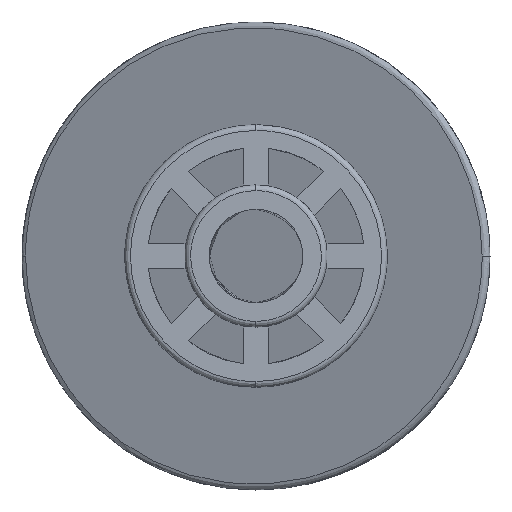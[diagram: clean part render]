
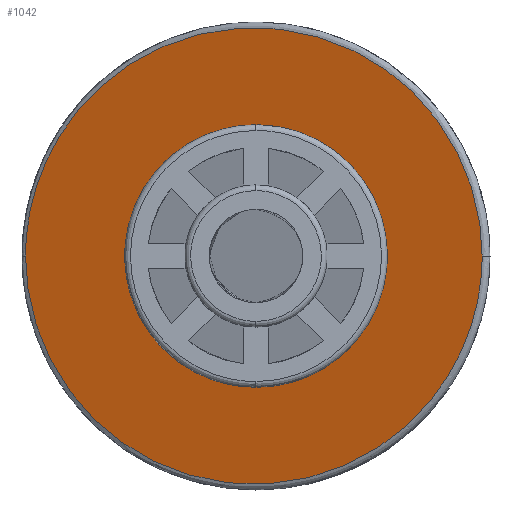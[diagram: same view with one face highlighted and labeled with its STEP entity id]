
A CAD part, front view. The second image highlights one B-rep face of the part: STEP entity #1042.
In plain terms, the highlighted free-form (B-spline) face has degree [1, 1] with [2, 2] control points.
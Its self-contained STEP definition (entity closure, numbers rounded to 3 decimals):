
#33 = VERTEX_POINT('',#34);
#34 = CARTESIAN_POINT('',(-21.582,17.495,
    0.));
#40 = EDGE_CURVE('',#41,#33,#43,.T.);
#41 = VERTEX_POINT('',#42);
#42 = CARTESIAN_POINT('',(21.18,0.129,0.));
#43 = ( BOUNDED_CURVE() B_SPLINE_CURVE(3,(#44,#45,#46,#47),
.UNSPECIFIED.,.F.,.F.) B_SPLINE_CURVE_WITH_KNOTS((4,4),(0.,3.142
),.PIECEWISE_BEZIER_KNOTS.) CURVE() GEOMETRIC_REPRESENTATION_ITEM() 
RATIONAL_B_SPLINE_CURVE((1.,0.333,0.333,1.)) 
REPRESENTATION_ITEM('') );
#44 = CARTESIAN_POINT('',(21.18,0.129,0.));
#45 = CARTESIAN_POINT('',(21.18,0.129,42.763
    ));
#46 = CARTESIAN_POINT('',(-21.582,17.495,
    42.763));
#47 = CARTESIAN_POINT('',(-21.582,17.495,
    0.));
#963 = EDGE_CURVE('',#964,#966,#968,.T.);
#964 = VERTEX_POINT('',#965);
#965 = CARTESIAN_POINT('',(0.,8.73,-12.294));
#966 = VERTEX_POINT('',#967);
#967 = CARTESIAN_POINT('',(0.,8.73,
    12.294));
#968 = ( BOUNDED_CURVE() B_SPLINE_CURVE(3,(#969,#970,#971,#972),
.UNSPECIFIED.,.F.,.F.) B_SPLINE_CURVE_WITH_KNOTS((4,4),(4.712,
7.854),.PIECEWISE_BEZIER_KNOTS.) CURVE() 
GEOMETRIC_REPRESENTATION_ITEM() RATIONAL_B_SPLINE_CURVE((1.,
0.333,0.333,1.)) REPRESENTATION_ITEM('') );
#969 = CARTESIAN_POINT('',(0.,8.73,-12.294));
#970 = CARTESIAN_POINT('',(24.589,-1.255,
    -12.294));
#971 = CARTESIAN_POINT('',(24.589,-1.255,12.294
    ));
#972 = CARTESIAN_POINT('',(0.,8.73,
    12.294));
#1042 = ADVANCED_FACE('',(#1043,#1053),#1063,.T.);
#1043 = FACE_BOUND('',#1044,.T.);
#1044 = EDGE_LOOP('',(#1045,#1046));
#1045 = ORIENTED_EDGE('',*,*,#40,.T.);
#1046 = ORIENTED_EDGE('',*,*,#1047,.T.);
#1047 = EDGE_CURVE('',#33,#41,#1048,.T.);
#1048 = ( BOUNDED_CURVE() B_SPLINE_CURVE(3,(#1049,#1050,#1051,#1052),
.UNSPECIFIED.,.F.,.F.) B_SPLINE_CURVE_WITH_KNOTS((4,4),(3.142,
6.283),.PIECEWISE_BEZIER_KNOTS.) CURVE() 
GEOMETRIC_REPRESENTATION_ITEM() RATIONAL_B_SPLINE_CURVE((1.,
0.333,0.333,1.)) REPRESENTATION_ITEM('') );
#1049 = CARTESIAN_POINT('',(-21.582,17.495,
    0.));
#1050 = CARTESIAN_POINT('',(-21.582,17.495,
    -42.763));
#1051 = CARTESIAN_POINT('',(21.18,0.129,-42.763
    ));
#1052 = CARTESIAN_POINT('',(21.18,0.129,0.));
#1053 = FACE_BOUND('',#1054,.T.);
#1054 = EDGE_LOOP('',(#1055,#1056));
#1055 = ORIENTED_EDGE('',*,*,#963,.F.);
#1056 = ORIENTED_EDGE('',*,*,#1057,.F.);
#1057 = EDGE_CURVE('',#966,#964,#1058,.T.);
#1058 = ( BOUNDED_CURVE() B_SPLINE_CURVE(3,(#1059,#1060,#1061,#1062),
.UNSPECIFIED.,.F.,.F.) B_SPLINE_CURVE_WITH_KNOTS((4,4),(1.571,
4.712),.PIECEWISE_BEZIER_KNOTS.) CURVE() 
GEOMETRIC_REPRESENTATION_ITEM() RATIONAL_B_SPLINE_CURVE((1.,
0.333,0.333,1.)) REPRESENTATION_ITEM('') );
#1059 = CARTESIAN_POINT('',(0.,8.73,
    12.294));
#1060 = CARTESIAN_POINT('',(-24.589,18.716,
    12.294));
#1061 = CARTESIAN_POINT('',(-24.589,18.716,
    -12.294));
#1062 = CARTESIAN_POINT('',(0.,8.73,-12.294));
#1063 = B_SPLINE_SURFACE_WITH_KNOTS('',1,1,(
    (#1064,#1065)
    ,(#1066,#1067
    )),.UNSPECIFIED.,.F.,.F.,.F.,(2,2),(2,2),(-27.897,
    21.752),(-40.,40.),.PIECEWISE_BEZIER_KNOTS.);
#1064 = CARTESIAN_POINT('',(-24.589,18.716,
    -42.763));
#1065 = CARTESIAN_POINT('',(-24.589,18.716,
    42.763));
#1066 = CARTESIAN_POINT('',(24.589,-1.255,-42.763
    ));
#1067 = CARTESIAN_POINT('',(24.589,-1.255,
    42.763));
